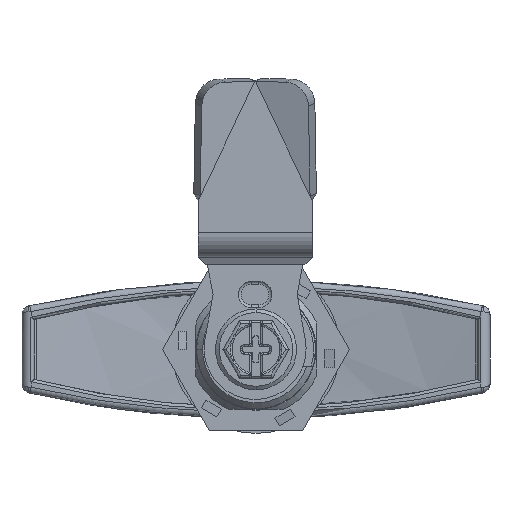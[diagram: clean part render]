
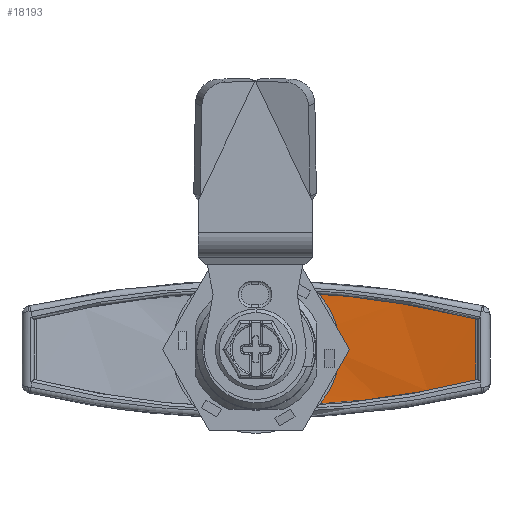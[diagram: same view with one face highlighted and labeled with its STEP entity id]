
A CAD part, front view. The second image highlights one B-rep face of the part: STEP entity #18193.
In plain terms, the highlighted cylindrical face has radius 154.361 mm (diameter 308.722 mm), a partial arc.
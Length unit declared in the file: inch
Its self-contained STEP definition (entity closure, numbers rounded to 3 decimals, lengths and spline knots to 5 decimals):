
#515 = CARTESIAN_POINT ( 'NONE',  ( 0.43987, 1.32266, -0.1762 ) ) ;
#1216 = CARTESIAN_POINT ( 'NONE',  ( 1.44168, 1.1651, 0.20066 ) ) ;
#1519 = CARTESIAN_POINT ( 'NONE',  ( 0.48457, 1.32247, -0.36316 ) ) ;
#3018 = CARTESIAN_POINT ( 'NONE',  ( 0.39144, 1.32605, -0.27276 ) ) ;
#3026 = VERTEX_POINT ( 'NONE', #15340 ) ;
#4020 = CARTESIAN_POINT ( 'NONE',  ( 0.48459, 1.32247, 0.36313 ) ) ;
#4458 = DIRECTION ( 'NONE',  ( 1., 0., 0. ) ) ;
#4555 = LINE ( 'NONE', #32677, #10238 ) ;
#5636 = ORIENTED_EDGE ( 'NONE', *, *, #6065, .T. ) ;
#6065 = EDGE_CURVE ( 'NONE', #29464, #12925, #26784, .T. ) ;
#6228 = EDGE_CURVE ( 'NONE', #12925, #3026, #29946, .T. ) ;
#6977 = CARTESIAN_POINT ( 'NONE',  ( 1.44168, 1.1651, -0.20107 ) ) ;
#7078 = B_SPLINE_CURVE_WITH_KNOTS ( 'NONE', 3,
 ( #1216, #9186, #11351, #21511, #4020, #29481 ),
 .UNSPECIFIED., .F., .F.,
 ( 4, 2, 4 ),
 ( 0., 0.01498, 0.02996 ),
 .UNSPECIFIED. ) ;
#8151 = CARTESIAN_POINT ( 'NONE',  ( 0.4731, 1.32014, 0.03602 ) ) ;
#8308 = CARTESIAN_POINT ( 'NONE',  ( 0.46888, 1.32047, 0.07204 ) ) ;
#9186 = CARTESIAN_POINT ( 'NONE',  ( 1.25451, 1.21081, 0.24789 ) ) ;
#9283 = EDGE_LOOP ( 'NONE', ( #24035, #24987, #5636, #21829 ) ) ;
#9857 = VERTEX_POINT ( 'NONE', #28132 ) ;
#10238 = VECTOR ( 'NONE', #22709, 39.37008 ) ;
#11351 = CARTESIAN_POINT ( 'NONE',  ( 1.06472, 1.24775, 0.28602 ) ) ;
#11642 = CARTESIAN_POINT ( 'NONE',  ( 1.2545, 1.21081, -0.24818 ) ) ;
#12925 = VERTEX_POINT ( 'NONE', #22322 ) ;
#14465 = CARTESIAN_POINT ( 'NONE',  ( 1.0647, 1.24775, -0.28623 ) ) ;
#15340 = CARTESIAN_POINT ( 'NONE',  ( 1.44168, 1.1651, -0.20107 ) ) ;
#15557 = AXIS2_PLACEMENT_3D ( 'NONE', #29730, #27094, #4458 ) ;
#16286 = CARTESIAN_POINT ( 'NONE',  ( 0.4731, 1.32014, -0.03602 ) ) ;
#16763 = FACE_OUTER_BOUND ( 'NONE', #9283, .T. ) ;
#18193 = ADVANCED_FACE ( 'NONE', ( #16763 ), #31577, .F. ) ;
#18312 = CARTESIAN_POINT ( 'NONE',  ( 0.3441, 1.32911, -0.32948 ) ) ;
#18634 = CARTESIAN_POINT ( 'NONE',  ( 0.28658, 1.33182, 0.37277 ) ) ;
#19615 = CARTESIAN_POINT ( 'NONE',  ( 0.28657, 1.33182, -0.37277 ) ) ;
#20038 = EDGE_CURVE ( 'NONE', #3026, #9857, #4555, .T. ) ;
#20820 = CARTESIAN_POINT ( 'NONE',  ( 0.3441, 1.32911, 0.32948 ) ) ;
#20918 = CARTESIAN_POINT ( 'NONE',  ( 0.28658, 1.33182, 0.37277 ) ) ;
#21511 = CARTESIAN_POINT ( 'NONE',  ( 0.67976, 1.30358, 0.34364 ) ) ;
#21829 = ORIENTED_EDGE ( 'NONE', *, *, #6228, .T. ) ;
#22146 = CARTESIAN_POINT ( 'NONE',  ( 0.67974, 1.30358, -0.34371 ) ) ;
#22322 = CARTESIAN_POINT ( 'NONE',  ( 0.28657, 1.33182, -0.37277 ) ) ;
#22479 = EDGE_CURVE ( 'NONE', #9857, #29464, #7078, .T. ) ;
#22709 = DIRECTION ( 'NONE',  ( 0., 0., 1. ) ) ;
#23302 = CARTESIAN_POINT ( 'NONE',  ( 0.45227, 1.32174, 0.14213 ) ) ;
#23802 = CARTESIAN_POINT ( 'NONE',  ( 0.39144, 1.32605, 0.27275 ) ) ;
#23982 = CARTESIAN_POINT ( 'NONE',  ( 0.28657, 1.33182, -0.37277 ) ) ;
#24035 = ORIENTED_EDGE ( 'NONE', *, *, #20038, .T. ) ;
#24987 = ORIENTED_EDGE ( 'NONE', *, *, #22479, .T. ) ;
#25834 = CARTESIAN_POINT ( 'NONE',  ( 0.46888, 1.32047, -0.07205 ) ) ;
#26481 = CARTESIAN_POINT ( 'NONE',  ( 0.45227, 1.32174, -0.14214 ) ) ;
#26784 = B_SPLINE_CURVE_WITH_KNOTS ( 'NONE', 3,
 ( #18634, #20820, #23802, #28604, #23302, #8308, #8151, #16286, #25834, #26481, #515, #3018, #18312, #23982 ),
 .UNSPECIFIED., .F., .F.,
 ( 4, 2, 2, 2, 2, 2, 4 ),
 ( 0., 0.25, 0.375, 0.5, 0.625, 0.75, 1. ),
 .UNSPECIFIED. ) ;
#27094 = DIRECTION ( 'NONE',  ( 0., 0., 1. ) ) ;
#28132 = CARTESIAN_POINT ( 'NONE',  ( 1.44168, 1.1651, 0.20066 ) ) ;
#28604 = CARTESIAN_POINT ( 'NONE',  ( 0.43987, 1.32266, 0.1762 ) ) ;
#29464 = VERTEX_POINT ( 'NONE', #20918 ) ;
#29481 = CARTESIAN_POINT ( 'NONE',  ( 0.28658, 1.33182, 0.37277 ) ) ;
#29730 = CARTESIAN_POINT ( 'NONE',  ( 0., -4.73863, 0.19685 ) ) ;
#29946 = B_SPLINE_CURVE_WITH_KNOTS ( 'NONE', 3,
 ( #19615, #1519, #22146, #14465, #11642, #6977 ),
 .UNSPECIFIED., .F., .F.,
 ( 4, 2, 4 ),
 ( 0., 0.01498, 0.02996 ),
 .UNSPECIFIED. ) ;
#31577 = CYLINDRICAL_SURFACE ( 'NONE', #15557, 6.07721 ) ;
#32677 = CARTESIAN_POINT ( 'NONE',  ( 1.44168, 1.1651, 0.19685 ) ) ;
